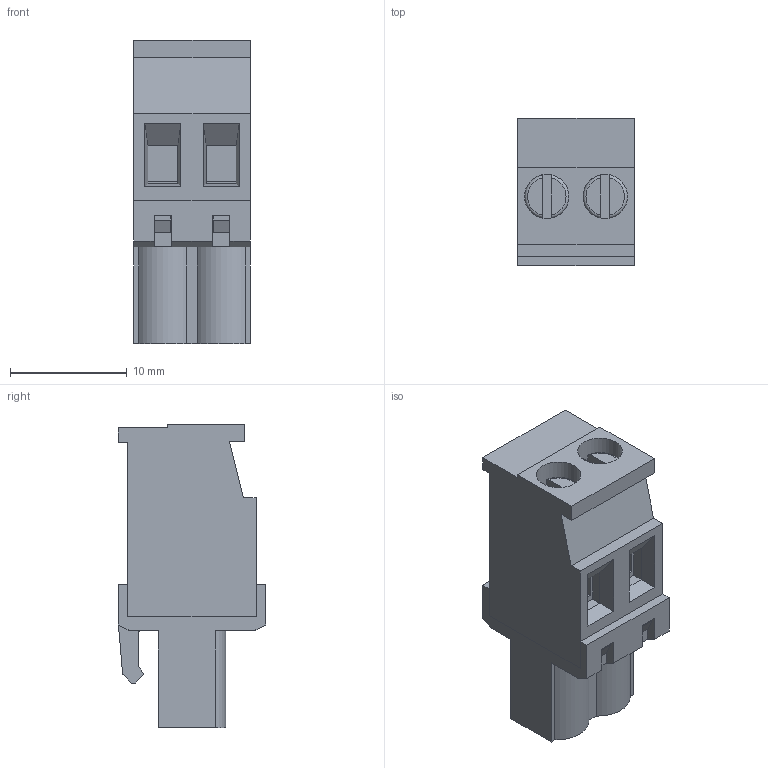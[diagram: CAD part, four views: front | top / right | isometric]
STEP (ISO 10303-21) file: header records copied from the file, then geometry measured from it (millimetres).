
FILE_DESCRIPTION( ( 'Unknown' ), '1' );
FILE_NAME( '691344710002.stp', 'Unknown', ( 'Unknown' ), ( 'Unknown' ), 'PSStep 18.0.17', 'Unknown', ' ' );
FILE_SCHEMA( ( 'AUTOMOTIVE_DESIGN { 1 0 10303 214 1 1 1 1 }' ) );
Length unit declared in the file: millimetre
Products named in the file (6): Assem1; 691344710002; 6913447100xx_CAGE; 6913447100xx_PIN; 6913447100xx_VIS; 691344710002_BAS
Assembly tree (8 placements, depth 2):
  Assem1
    691344710002
    6913447100xx_CAGE  x2
    6913447100xx_PIN  x2
    6913447100xx_VIS  x2
    691344710002_BAS
Bounding box: 10 x 12.6 x 26 mm (x, y, z)
Volume: 1529.5 mm3; surface area: 3923.7 mm2
Topology: 8 solids, 8 shells, 432 faces, 1207 edges, 789 vertices
Faces by surface type: plane 341, cylinder 79, torus 8, cone 4
Full cylindrical faces by diameter (mm): 1.6 x2, 2.2 x2, 2.4 x2, 2.9 x4, 3 x2, 3.8 x4
Entity records: 13357 total; most frequent: CARTESIAN_POINT 1892, ORIENTED_EDGE 1838, DIRECTION 1709, EDGE_CURVE 919, LINE 809, VECTOR 809, VERTEX_POINT 609, AXIS2_PLACEMENT_3D 450
